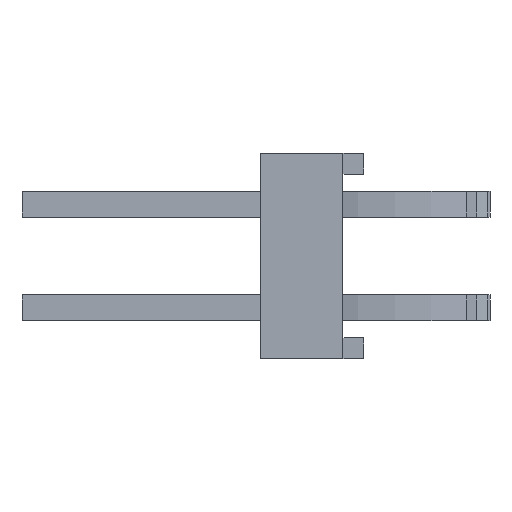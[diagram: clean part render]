
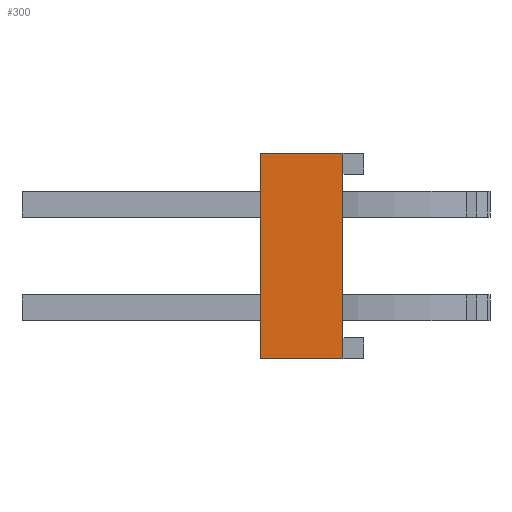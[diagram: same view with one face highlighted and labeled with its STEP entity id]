
A CAD part, left-side view. The second image highlights one B-rep face of the part: STEP entity #300.
In plain terms, the highlighted planar face has unit normal (-1, 0, 0).
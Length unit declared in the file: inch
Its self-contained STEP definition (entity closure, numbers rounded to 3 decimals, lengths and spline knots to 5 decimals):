
#300 = ADVANCED_FACE( '', ( #847 ), #848, .F. );
#847 = FACE_OUTER_BOUND( '', #1716, .T. );
#848 = PLANE( '', #1717 );
#1716 = EDGE_LOOP( '', ( #3298, #3299, #3300, #3301 ) );
#1717 = AXIS2_PLACEMENT_3D( '', #3302, #3303, #3304 );
#3298 = ORIENTED_EDGE( '', *, *, #6303, .T. );
#3299 = ORIENTED_EDGE( '', *, *, #5955, .T. );
#3300 = ORIENTED_EDGE( '', *, *, #6304, .F. );
#3301 = ORIENTED_EDGE( '', *, *, #6130, .F. );
#3302 = CARTESIAN_POINT( '', ( -0.2, 0.1, -0.099 ) );
#3303 = DIRECTION( '', ( 1., 0., 0. ) );
#3304 = DIRECTION( '', ( 0., 0., -1. ) );
#5955 = EDGE_CURVE( '', #7192, #7190, #7193, .T. );
#6130 = EDGE_CURVE( '', #7500, #7502, #7503, .T. );
#6303 = EDGE_CURVE( '', #7500, #7192, #7779, .T. );
#6304 = EDGE_CURVE( '', #7502, #7190, #7780, .T. );
#7190 = VERTEX_POINT( '', #9200 );
#7192 = VERTEX_POINT( '', #9203 );
#7193 = LINE( '', #9204, #9205 );
#7500 = VERTEX_POINT( '', #9685 );
#7502 = VERTEX_POINT( '', #9688 );
#7503 = LINE( '', #9689, #9690 );
#7779 = LINE( '', #10138, #10139 );
#7780 = LINE( '', #10140, #10141 );
#9200 = CARTESIAN_POINT( '', ( -0.2, 0.02, 0.099 ) );
#9203 = CARTESIAN_POINT( '', ( -0.2, 0.02, -0.099 ) );
#9204 = CARTESIAN_POINT( '', ( -0.2, 0.02, -0.099 ) );
#9205 = VECTOR( '', #12051, 39.37008 );
#9685 = CARTESIAN_POINT( '', ( -0.2, 0.1, -0.099 ) );
#9688 = CARTESIAN_POINT( '', ( -0.2, 0.1, 0.099 ) );
#9689 = CARTESIAN_POINT( '', ( -0.2, 0.1, -0.099 ) );
#9690 = VECTOR( '', #12226, 39.37008 );
#10138 = CARTESIAN_POINT( '', ( -0.2, 0.1, -0.099 ) );
#10139 = VECTOR( '', #12399, 39.37008 );
#10140 = CARTESIAN_POINT( '', ( -0.2, 0.1, 0.099 ) );
#10141 = VECTOR( '', #12400, 39.37008 );
#12051 = DIRECTION( '', ( 0., 0., 1. ) );
#12226 = DIRECTION( '', ( 0., 0., 1. ) );
#12399 = DIRECTION( '', ( 0., -1., 0. ) );
#12400 = DIRECTION( '', ( 0., -1., 0. ) );
